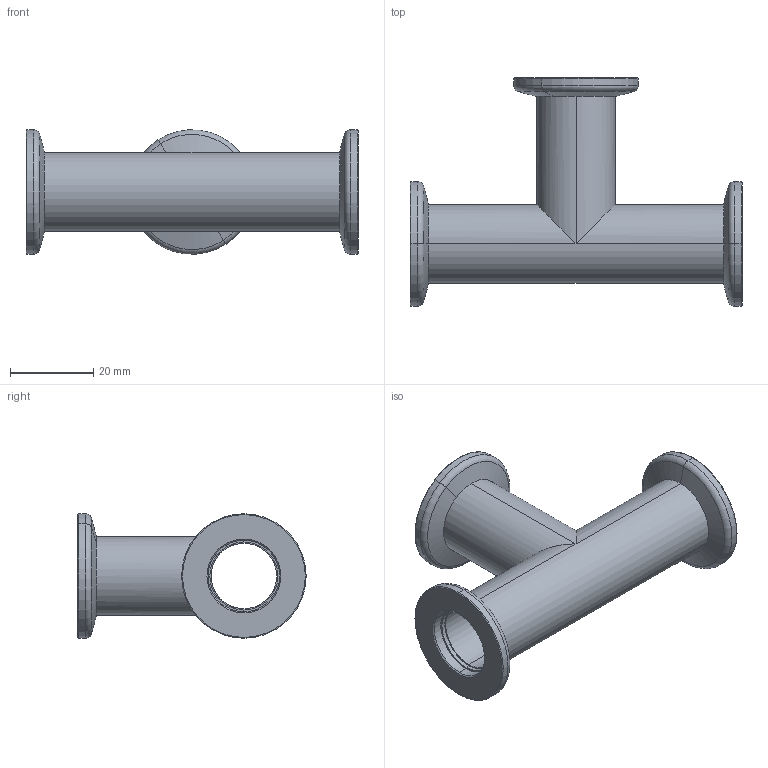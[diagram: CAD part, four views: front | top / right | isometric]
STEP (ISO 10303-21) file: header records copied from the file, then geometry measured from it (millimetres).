
FILE_DESCRIPTION (( 'STEP AP214' ), '1' );
FILE_NAME ('Hositrad_KT16-19.STEP', '2016-09-20T10:42:16', ( '' ), ( '' ), 'SwSTEP 2.0', 'SolidWorks 2016', '' );
FILE_SCHEMA (( 'AUTOMOTIVE_DESIGN' ));
Length unit declared in the file: millimetre
Products named in the file (3): KF Tee-all sizes_KF Tee 19; KF16-19WS; Hositrad_KT16-19
Assembly tree (4 placements, depth 2):
  Hositrad_KT16-19
    KF16-19WS  x3
    KF Tee-all sizes_KF Tee 19
Bounding box: 80 x 55 x 30 mm (x, y, z)
Volume: 13774.7 mm3; surface area: 15447.7 mm2
Topology: 4 solids, 4 shells, 72 faces, 148 edges, 82 vertices
Faces by surface type: cylinder 34, torus 12, cone 12, plane 12, bspline 2
Entity records: 1182 total; most frequent: CARTESIAN_POINT 343, DIRECTION 178, ORIENTED_EDGE 136, AXIS2_PLACEMENT_3D 77, EDGE_CURVE 68, EDGE_LOOP 40, VERTEX_POINT 38, CIRCLE 38
